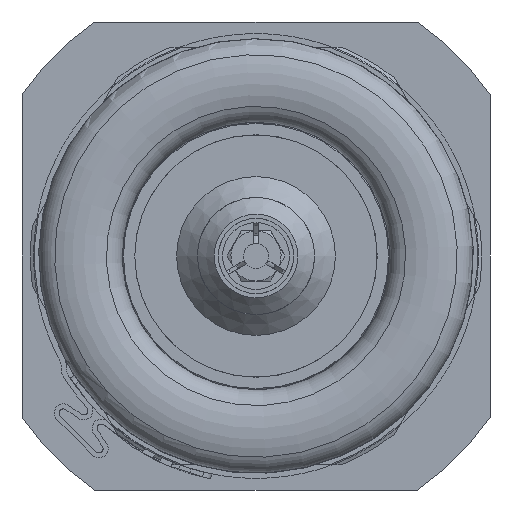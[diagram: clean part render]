
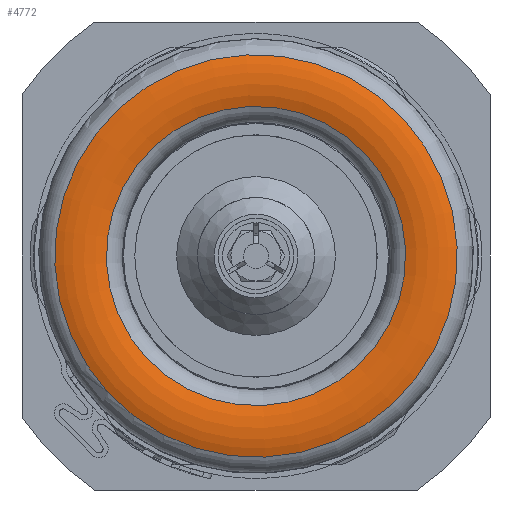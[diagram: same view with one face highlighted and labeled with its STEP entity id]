
A CAD part, left-side view. The second image highlights one B-rep face of the part: STEP entity #4772.
In plain terms, the highlighted toroidal (fillet/blend) face has major radius 21 mm and minor radius 8.5 mm.
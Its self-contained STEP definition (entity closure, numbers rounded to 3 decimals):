
#96=TOROIDAL_SURFACE('',#5269,21.,8.5);
#1031=FACE_BOUND('',#1759,.T.);
#1390=FACE_OUTER_BOUND('',#1758,.T.);
#1758=EDGE_LOOP('',(#4054));
#1759=EDGE_LOOP('',(#4055));
#2092=CIRCLE('',#5270,17.909);
#2093=CIRCLE('',#5271,24.091);
#2489=VERTEX_POINT('',#8104);
#2490=VERTEX_POINT('',#8106);
#3049=EDGE_CURVE('',#2489,#2489,#2092,.T.);
#3050=EDGE_CURVE('',#2490,#2490,#2093,.T.);
#4054=ORIENTED_EDGE('',*,*,#3049,.F.);
#4055=ORIENTED_EDGE('',*,*,#3050,.F.);
#4772=ADVANCED_FACE('',(#1390,#1031),#96,.T.);
#5269=AXIS2_PLACEMENT_3D('',#8103,#6407,#6408);
#5270=AXIS2_PLACEMENT_3D('',#8105,#6409,#6410);
#5271=AXIS2_PLACEMENT_3D('',#8107,#6411,#6412);
#6407=DIRECTION('center_axis',(1.,0.,0.));
#6408=DIRECTION('ref_axis',(0.,-0.999,0.048));
#6409=DIRECTION('center_axis',(-1.,0.,0.));
#6410=DIRECTION('ref_axis',(0.,0.048,0.999));
#6411=DIRECTION('center_axis',(1.,0.,0.));
#6412=DIRECTION('ref_axis',(0.,0.048,0.999));
#8103=CARTESIAN_POINT('Origin',(-5.5,0.,0.));
#8104=CARTESIAN_POINT('',(-13.418,-0.859,-17.888));
#8105=CARTESIAN_POINT('Origin',(-13.418,0.,
0.));
#8106=CARTESIAN_POINT('',(-13.418,-1.156,-24.063));
#8107=CARTESIAN_POINT('Origin',(-13.418,0.,
0.));
